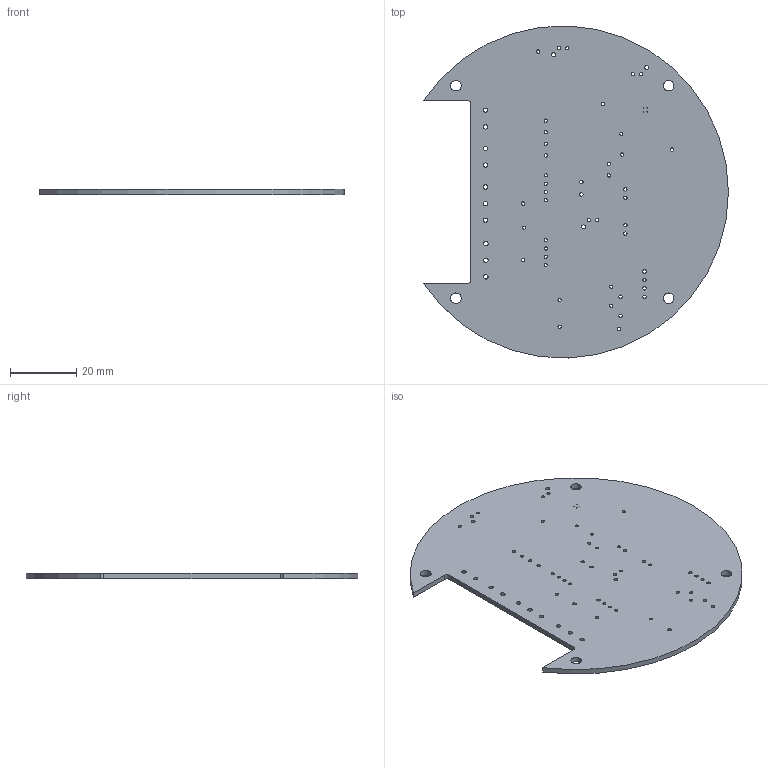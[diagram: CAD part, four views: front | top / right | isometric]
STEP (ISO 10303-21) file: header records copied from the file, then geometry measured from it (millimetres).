
FILE_DESCRIPTION(('KiCad electronic assembly'),'2;1');
FILE_NAME('co2_sensor_node.step','2022-07-21T13:24:15',('Pcbnew'),( 'Kicad'),'Open CASCADE STEP processor 7.6','KiCad to STEP converter' ,'Unknown');
FILE_SCHEMA(('AUTOMOTIVE_DESIGN { 1 0 10303 214 1 1 1 1 }'));
Length unit declared in the file: millimetre
Products named in the file (2): co2_sensor_node 1; co2_sensor_node PCB
Assembly tree (1 placements, depth 2):
  co2_sensor_node 1
    co2_sensor_node PCB
Bounding box: 91.74 x 99.92 x 1.6 mm (x, y, z)
Volume: 10682.9 mm3; surface area: 14272.2 mm2
Topology: 1 solids, 1 shells, 74 faces, 216 edges, 144 vertices
Faces by surface type: cylinder 69, plane 5
Full cylindrical faces by diameter (mm): 0.2 x4, 0.95 x8, 1 x37, 1.2 x3, 1.32 x10, 3.2 x4
Entity records: 6071 total; most frequent: CARTESIAN_POINT 1696, DIRECTION 800, ORIENTED_EDGE 432, PCURVE 432, DEFINITIONAL_REPRESENTATION 432, LINE 372, VECTOR 372, EDGE_CURVE 216
